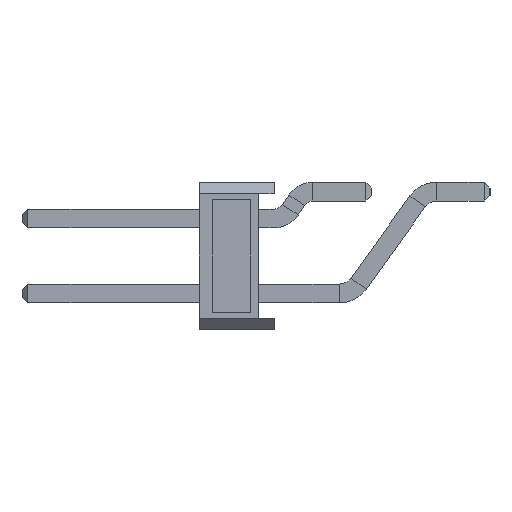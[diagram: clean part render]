
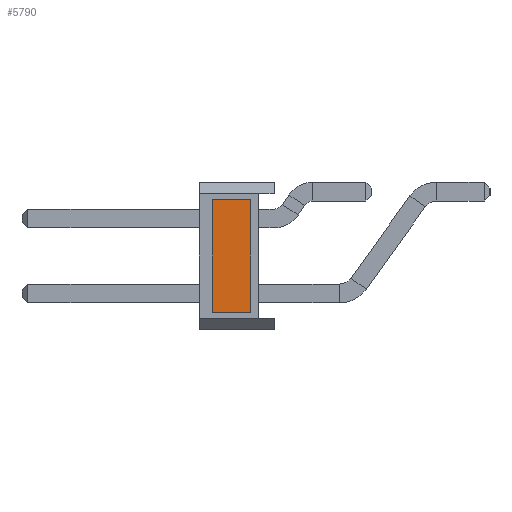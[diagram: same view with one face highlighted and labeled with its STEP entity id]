
A CAD part, left-side view. The second image highlights one B-rep face of the part: STEP entity #5790.
In plain terms, the highlighted planar face has unit normal (-1, 0, 0).
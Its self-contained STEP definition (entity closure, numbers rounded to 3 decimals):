
#20 = VECTOR ( 'NONE', #33467, 1000. ) ;
#143 = DIRECTION ( 'NONE',  ( 0., 0., 1. ) ) ;
#4088 = DIRECTION ( 'NONE',  ( 0., -1., 0. ) ) ;
#5490 = VECTOR ( 'NONE', #45025, 1000. ) ;
#5790 = ADVANCED_FACE ( 'NONE', ( #30605 ), #15941, .F. ) ;
#7146 = LINE ( 'NONE', #33633, #20 ) ;
#8104 = CARTESIAN_POINT ( 'NONE',  ( -1.27, 2.1, 1.9 ) ) ;
#9351 = VERTEX_POINT ( 'NONE', #8104 ) ;
#11015 = ORIENTED_EDGE ( 'NONE', *, *, #47426, .F. ) ;
#11548 = CARTESIAN_POINT ( 'NONE',  ( -1.27, 2.1, 0. ) ) ;
#13940 = VERTEX_POINT ( 'NONE', #32688 ) ;
#14302 = VERTEX_POINT ( 'NONE', #27957 ) ;
#14730 = EDGE_CURVE ( 'NONE', #13940, #36243, #40371, .T. ) ;
#15941 = PLANE ( 'NONE',  #16172 ) ;
#16008 = CARTESIAN_POINT ( 'NONE',  ( -1.27, 2.1, 1.9 ) ) ;
#16172 = AXIS2_PLACEMENT_3D ( 'NONE', #35103, #42769, #31372 ) ;
#20049 = VECTOR ( 'NONE', #4088, 1000. ) ;
#21204 = VECTOR ( 'NONE', #143, 1000. ) ;
#21818 = ORIENTED_EDGE ( 'NONE', *, *, #14730, .T. ) ;
#22197 = CARTESIAN_POINT ( 'NONE',  ( -1.27, 0.8, 0. ) ) ;
#25425 = EDGE_LOOP ( 'NONE', ( #21818, #11015, #38485, #33317 ) ) ;
#27849 = LINE ( 'NONE', #11548, #21204 ) ;
#27957 = CARTESIAN_POINT ( 'NONE',  ( -1.27, 2.1, -1.9 ) ) ;
#30265 = LINE ( 'NONE', #16008, #20049 ) ;
#30605 = FACE_OUTER_BOUND ( 'NONE', #25425, .T. ) ;
#31372 = DIRECTION ( 'NONE',  ( 0., 0., -1. ) ) ;
#32688 = CARTESIAN_POINT ( 'NONE',  ( -1.27, 0.8, -1.9 ) ) ;
#33317 = ORIENTED_EDGE ( 'NONE', *, *, #46079, .T. ) ;
#33467 = DIRECTION ( 'NONE',  ( 0., -1., 0. ) ) ;
#33633 = CARTESIAN_POINT ( 'NONE',  ( -1.27, 2.1, -1.9 ) ) ;
#35103 = CARTESIAN_POINT ( 'NONE',  ( -1.27, 2.1, 0. ) ) ;
#36243 = VERTEX_POINT ( 'NONE', #36784 ) ;
#36784 = CARTESIAN_POINT ( 'NONE',  ( -1.27, 0.8, 1.9 ) ) ;
#38485 = ORIENTED_EDGE ( 'NONE', *, *, #48447, .F. ) ;
#40371 = LINE ( 'NONE', #22197, #5490 ) ;
#42769 = DIRECTION ( 'NONE',  ( 1., 0., 0. ) ) ;
#45025 = DIRECTION ( 'NONE',  ( 0., 0., 1. ) ) ;
#46079 = EDGE_CURVE ( 'NONE', #14302, #13940, #7146, .T. ) ;
#47426 = EDGE_CURVE ( 'NONE', #9351, #36243, #30265, .T. ) ;
#48447 = EDGE_CURVE ( 'NONE', #14302, #9351, #27849, .T. ) ;
